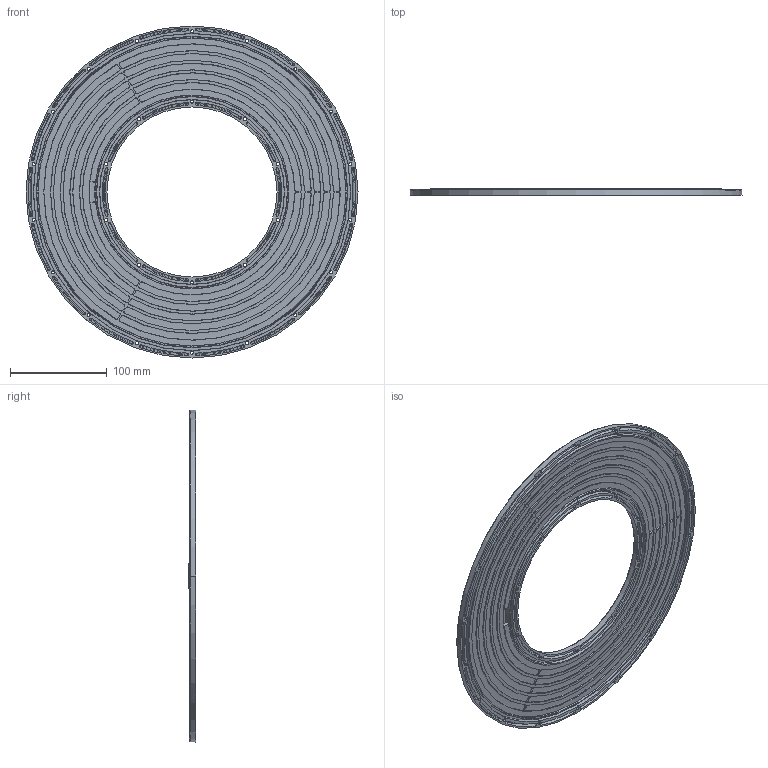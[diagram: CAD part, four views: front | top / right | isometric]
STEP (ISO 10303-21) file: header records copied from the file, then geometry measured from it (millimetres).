
FILE_DESCRIPTION (( 'STEP AP214' ), '1' );
FILE_NAME ('L226-2_UFO200W-T90-20240124.STEP', '2024-01-24T07:24:38', ( 'Microsoft' ), ( 'Microsoft' ), 'SwSTEP 2.0', 'SolidWorks 2019', '' );
FILE_SCHEMA (( 'AUTOMOTIVE_DESIGN' ));
Length unit declared in the file: millimetre
Products named in the file (2): L226-2_UFO200W-T90-20240124
Bounding box: 343.9 x 7.5 x 343.9 mm (x, y, z)
Volume: 232066.4 mm3; surface area: 193982.5 mm2
Topology: 1 solids, 1 shells, 721 faces, 1809 edges, 1182 vertices
Faces by surface type: cone 289, torus 186, plane 138, bspline 102, cylinder 6
Entity records: 31249 total; most frequent: CARTESIAN_POINT 12474, ORIENTED_EDGE 3618, DIRECTION 3365, EDGE_CURVE 1809, AXIS2_PLACEMENT_3D 1544, VERTEX_POINT 1182, CIRCLE 923, EDGE_LOOP 871
